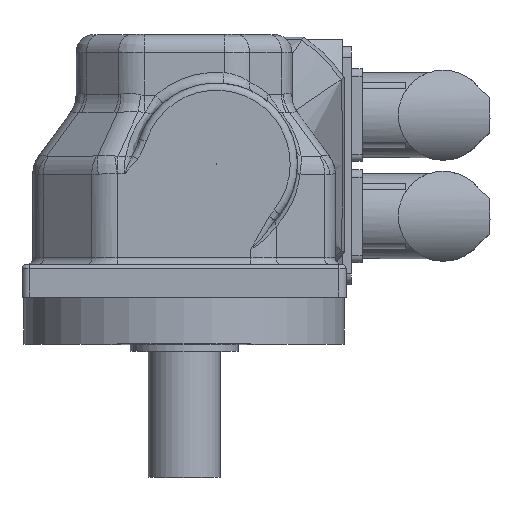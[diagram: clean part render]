
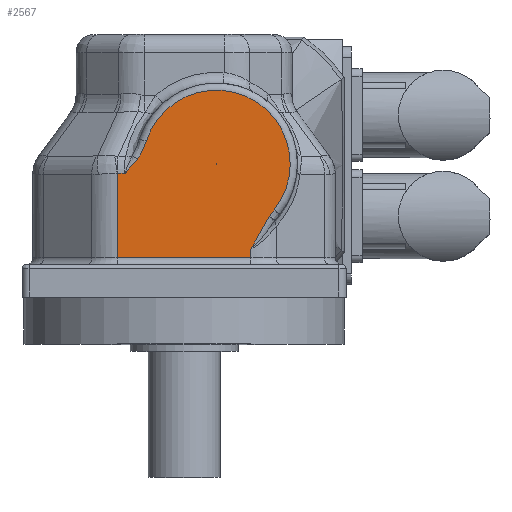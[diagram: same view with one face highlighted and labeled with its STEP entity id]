
A CAD part, top view. The second image highlights one B-rep face of the part: STEP entity #2567.
In plain terms, the highlighted face is planar.
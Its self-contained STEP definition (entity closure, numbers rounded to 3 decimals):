
#1002=FACE_BOUND('',#4529,.T.);
#1714=CIRCLE('',#15101,20.5);
#1715=CIRCLE('',#15102,0.046);
#2567=ADVANCED_FACE('',(#3576,#1002),#2869,.F.);
#2869=PLANE('',#15103);
#3576=FACE_OUTER_BOUND('',#4528,.T.);
#4528=EDGE_LOOP('',(#9193,#9194,#9195,#9196,#9197,#9198,#9199,#9200,#9201,
#9202));
#4529=EDGE_LOOP('',(#9203));
#5183=LINE('',#33663,#5708);
#5184=LINE('',#33670,#5709);
#5185=LINE('',#33672,#5710);
#5186=LINE('',#33674,#5711);
#5708=VECTOR('',#18171,1.);
#5709=VECTOR('',#18172,1.);
#5710=VECTOR('',#18173,1.);
#5711=VECTOR('',#18174,1.);
#9193=ORIENTED_EDGE('',*,*,#12905,.T.);
#9194=ORIENTED_EDGE('',*,*,#12906,.T.);
#9195=ORIENTED_EDGE('',*,*,#12907,.T.);
#9196=ORIENTED_EDGE('',*,*,#12908,.T.);
#9197=ORIENTED_EDGE('',*,*,#12909,.T.);
#9198=ORIENTED_EDGE('',*,*,#12910,.T.);
#9199=ORIENTED_EDGE('',*,*,#12911,.T.);
#9200=ORIENTED_EDGE('',*,*,#12912,.T.);
#9201=ORIENTED_EDGE('',*,*,#12913,.T.);
#9202=ORIENTED_EDGE('',*,*,#12914,.T.);
#9203=ORIENTED_EDGE('',*,*,#12915,.T.);
#10984=VERTEX_POINT('',#33633);
#10985=VERTEX_POINT('',#33634);
#10986=VERTEX_POINT('',#33662);
#10987=VERTEX_POINT('',#33664);
#10988=VERTEX_POINT('',#33669);
#10989=VERTEX_POINT('',#33671);
#10990=VERTEX_POINT('',#33673);
#10991=VERTEX_POINT('',#33675);
#10992=VERTEX_POINT('',#33715);
#10993=VERTEX_POINT('',#33720);
#10994=VERTEX_POINT('',#33723);
#12905=EDGE_CURVE('',#10984,#10985,#13838,.T.);
#12906=EDGE_CURVE('',#10985,#10986,#13839,.T.);
#12907=EDGE_CURVE('',#10986,#10987,#5183,.T.);
#12908=EDGE_CURVE('',#10987,#10988,#13840,.T.);
#12909=EDGE_CURVE('',#10988,#10989,#5184,.T.);
#12910=EDGE_CURVE('',#10989,#10990,#5185,.T.);
#12911=EDGE_CURVE('',#10990,#10991,#5186,.T.);
#12912=EDGE_CURVE('',#10991,#10992,#13841,.T.);
#12913=EDGE_CURVE('',#10992,#10993,#13842,.T.);
#12914=EDGE_CURVE('',#10993,#10984,#1714,.T.);
#12915=EDGE_CURVE('',#10994,#10994,#1715,.T.);
#13838=B_SPLINE_CURVE_WITH_KNOTS('',3,(#33623,#33624,#33625,#33626,#33627,
#33628,#33629,#33630,#33631,#33632),.UNSPECIFIED.,.F.,.F.,(4,1,1,2,2,4),
(0.,0.25,0.375,0.437,0.5,
1.),.UNSPECIFIED.);
#13839=B_SPLINE_CURVE_WITH_KNOTS('',3,(#33635,#33636,#33637,#33638,#33639,
#33640,#33641,#33642,#33643,#33644,#33645,#33646,#33647,#33648,#33649,#33650,
#33651,#33652,#33653,#33654,#33655,#33656,#33657,#33658,#33659,#33660,#33661),
.UNSPECIFIED.,.F.,.F.,(4,1,1,1,2,2,2,2,1,1,2,2,1,1,2,2,4),(0.,0.125,
0.188,0.219,0.234,0.25,
0.313,0.375,0.438,0.469,
0.484,0.5,0.625,0.688,0.719,
0.75,1.),.UNSPECIFIED.);
#13840=B_SPLINE_CURVE_WITH_KNOTS('',3,(#33665,#33666,#33667,#33668),.UNSPECIFIED.,
.F.,.F.,(4,4),(0.,1.),.UNSPECIFIED.);
#13841=B_SPLINE_CURVE_WITH_KNOTS('',3,(#33676,#33677,#33678,#33679,#33680,
#33681,#33682,#33683,#33684,#33685,#33686,#33687,#33688,#33689,#33690,#33691,
#33692,#33693,#33694,#33695,#33696,#33697,#33698,#33699,#33700,#33701,#33702,
#33703,#33704,#33705,#33706,#33707,#33708,#33709,#33710,#33711,#33712,#33713,
#33714),.UNSPECIFIED.,.F.,.F.,(4,1,1,1,2,2,1,1,1,2,2,2,2,1,1,1,2,2,1,2,2,
1,2,2,4),(0.,0.125,0.188,0.219,0.234,
0.25,0.313,0.344,0.359,
0.367,0.375,0.438,0.5,
0.563,0.594,0.609,0.617,
0.625,0.688,0.719,0.75,
0.813,0.844,0.875,1.),.UNSPECIFIED.);
#13842=B_SPLINE_CURVE_WITH_KNOTS('',3,(#33716,#33717,#33718,#33719),.UNSPECIFIED.,
.F.,.F.,(4,4),(0.,1.),.UNSPECIFIED.);
#15101=AXIS2_PLACEMENT_3D('',#33721,#18175,#18176);
#15102=AXIS2_PLACEMENT_3D('',#33722,#18177,#18178);
#15103=AXIS2_PLACEMENT_3D('',#33724,#18179,#18180);
#18171=DIRECTION('',(0.,1.,0.));
#18172=DIRECTION('',(1.,0.,0.));
#18173=DIRECTION('',(0.,-1.,0.));
#18174=DIRECTION('',(-1.,0.,0.));
#18175=DIRECTION('',(0.,0.,-1.));
#18176=DIRECTION('',(0.,-1.,0.));
#18177=DIRECTION('',(0.,0.,1.));
#18178=DIRECTION('',(1.,0.,0.));
#18179=DIRECTION('',(0.,0.,1.));
#18180=DIRECTION('',(0.,-1.,0.));
#33623=CARTESIAN_POINT('',(-6.311,10.504,-42.));
#33624=CARTESIAN_POINT('',(-5.838,10.657,-42.));
#33625=CARTESIAN_POINT('',(-5.155,10.903,-42.));
#33626=CARTESIAN_POINT('',(-4.404,11.219,-42.));
#33627=CARTESIAN_POINT('',(-4.092,11.36,-42.));
#33628=CARTESIAN_POINT('',(-3.887,11.456,-42.));
#33629=CARTESIAN_POINT('',(-3.803,11.496,-42.));
#33630=CARTESIAN_POINT('',(-2.736,12.017,-42.));
#33631=CARTESIAN_POINT('',(-1.934,12.518,-42.));
#33632=CARTESIAN_POINT('',(-1.279,13.057,-42.));
#33633=CARTESIAN_POINT('',(-6.311,10.504,-42.));
#33634=CARTESIAN_POINT('',(-1.279,13.057,-42.));
#33635=CARTESIAN_POINT('',(-1.279,13.057,-42.));
#33636=CARTESIAN_POINT('',(-1.141,13.171,-42.));
#33637=CARTESIAN_POINT('',(-0.916,13.36,-42.));
#33638=CARTESIAN_POINT('',(-0.625,13.614,-42.));
#33639=CARTESIAN_POINT('',(-0.471,13.749,-42.));
#33640=CARTESIAN_POINT('',(-0.404,13.809,-42.));
#33641=CARTESIAN_POINT('',(-0.359,13.849,-42.));
#33642=CARTESIAN_POINT('',(-0.327,13.877,-42.));
#33643=CARTESIAN_POINT('',(-0.256,13.941,-42.));
#33644=CARTESIAN_POINT('',(-0.187,14.002,-42.));
#33645=CARTESIAN_POINT('',(-0.029,14.144,-42.));
#33646=CARTESIAN_POINT('',(0.049,14.214,-42.));
#33647=CARTESIAN_POINT('',(0.274,14.417,-42.));
#33648=CARTESIAN_POINT('',(0.417,14.546,-42.));
#33649=CARTESIAN_POINT('',(0.541,14.657,-42.));
#33650=CARTESIAN_POINT('',(0.585,14.696,-42.));
#33651=CARTESIAN_POINT('',(0.612,14.72,-42.));
#33652=CARTESIAN_POINT('',(0.613,14.721,-42.));
#33653=CARTESIAN_POINT('',(0.82,14.907,-42.));
#33654=CARTESIAN_POINT('',(1.078,15.135,-42.));
#33655=CARTESIAN_POINT('',(1.349,15.368,-42.));
#33656=CARTESIAN_POINT('',(1.458,15.46,-42.));
#33657=CARTESIAN_POINT('',(1.529,15.52,-42.));
#33658=CARTESIAN_POINT('',(1.555,15.542,-42.));
#33659=CARTESIAN_POINT('',(1.943,15.866,-42.));
#33660=CARTESIAN_POINT('',(2.277,16.129,-42.));
#33661=CARTESIAN_POINT('',(2.601,16.367,-42.));
#33662=CARTESIAN_POINT('',(2.601,16.367,-42.));
#33663=CARTESIAN_POINT('',(2.601,18.558,-42.));
#33664=CARTESIAN_POINT('',(2.601,18.361,-42.));
#33665=CARTESIAN_POINT('',(2.601,18.361,-42.));
#33666=CARTESIAN_POINT('',(2.601,18.425,-42.));
#33667=CARTESIAN_POINT('',(2.606,18.491,-42.));
#33668=CARTESIAN_POINT('',(2.615,18.558,-42.));
#33669=CARTESIAN_POINT('',(2.615,18.558,-42.));
#33670=CARTESIAN_POINT('',(40.,18.558,-42.));
#33671=CARTESIAN_POINT('',(26.,18.558,-42.));
#33672=CARTESIAN_POINT('',(26.,-18.558,-42.));
#33673=CARTESIAN_POINT('',(26.,-18.558,-42.));
#33674=CARTESIAN_POINT('',(40.,-18.558,-42.));
#33675=CARTESIAN_POINT('',(23.641,-18.558,-42.));
#33676=CARTESIAN_POINT('',(23.641,-18.558,-42.));
#33677=CARTESIAN_POINT('',(23.319,-18.766,-42.));
#33678=CARTESIAN_POINT('',(22.8,-19.088,-42.));
#33679=CARTESIAN_POINT('',(22.129,-19.481,-42.));
#33680=CARTESIAN_POINT('',(21.778,-19.682,-42.));
#33681=CARTESIAN_POINT('',(21.624,-19.769,-42.));
#33682=CARTESIAN_POINT('',(21.52,-19.827,-42.));
#33683=CARTESIAN_POINT('',(21.457,-19.862,-42.));
#33684=CARTESIAN_POINT('',(21.249,-19.979,-42.));
#33685=CARTESIAN_POINT('',(20.982,-20.126,-42.));
#33686=CARTESIAN_POINT('',(20.64,-20.312,-42.));
#33687=CARTESIAN_POINT('',(20.462,-20.409,-42.));
#33688=CARTESIAN_POINT('',(20.384,-20.451,-42.));
#33689=CARTESIAN_POINT('',(20.331,-20.479,-42.));
#33690=CARTESIAN_POINT('',(20.293,-20.5,-42.));
#33691=CARTESIAN_POINT('',(20.163,-20.57,-42.));
#33692=CARTESIAN_POINT('',(20.01,-20.652,-42.));
#33693=CARTESIAN_POINT('',(19.628,-20.855,-42.));
#33694=CARTESIAN_POINT('',(19.389,-20.983,-42.));
#33695=CARTESIAN_POINT('',(18.88,-21.254,-42.));
#33696=CARTESIAN_POINT('',(18.546,-21.432,-42.));
#33697=CARTESIAN_POINT('',(18.241,-21.595,-42.));
#33698=CARTESIAN_POINT('',(18.109,-21.666,-42.));
#33699=CARTESIAN_POINT('',(18.057,-21.694,-42.));
#33700=CARTESIAN_POINT('',(18.024,-21.712,-42.));
#33701=CARTESIAN_POINT('',(18.018,-21.715,-42.));
#33702=CARTESIAN_POINT('',(17.78,-21.843,-42.));
#33703=CARTESIAN_POINT('',(17.48,-22.006,-42.));
#33704=CARTESIAN_POINT('',(17.204,-22.158,-42.));
#33705=CARTESIAN_POINT('',(17.025,-22.257,-42.));
#33706=CARTESIAN_POINT('',(16.957,-22.295,-42.));
#33707=CARTESIAN_POINT('',(16.651,-22.466,-42.));
#33708=CARTESIAN_POINT('',(16.358,-22.632,-42.));
#33709=CARTESIAN_POINT('',(16.083,-22.791,-42.));
#33710=CARTESIAN_POINT('',(15.905,-22.896,-42.));
#33711=CARTESIAN_POINT('',(15.83,-22.94,-42.));
#33712=CARTESIAN_POINT('',(15.341,-23.231,-42.));
#33713=CARTESIAN_POINT('',(14.974,-23.459,-42.));
#33714=CARTESIAN_POINT('',(14.631,-23.682,-42.));
#33715=CARTESIAN_POINT('',(14.631,-23.682,-42.));
#33716=CARTESIAN_POINT('',(14.631,-23.682,-42.));
#33717=CARTESIAN_POINT('',(14.042,-24.066,-42.));
#33718=CARTESIAN_POINT('',(13.423,-24.517,-42.));
#33719=CARTESIAN_POINT('',(12.775,-25.033,-42.));
#33720=CARTESIAN_POINT('',(12.775,-25.033,-42.));
#33721=CARTESIAN_POINT('',(0.,-9.,-42.));
#33722=CARTESIAN_POINT('',(0.,-9.,-42.));
#33723=CARTESIAN_POINT('',(0.046,-9.,-42.));
#33724=CARTESIAN_POINT('',(40.,22.7,-42.));
